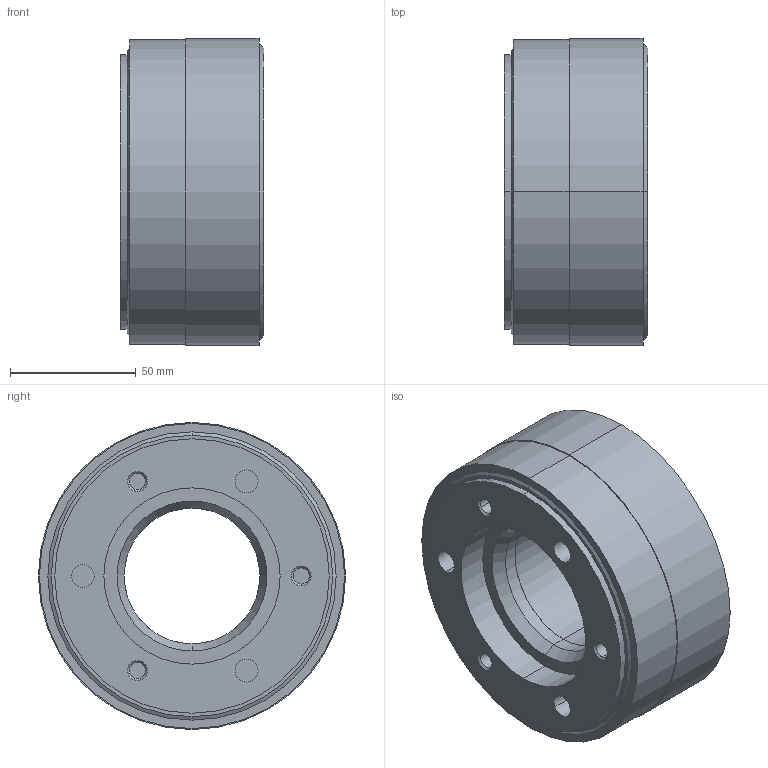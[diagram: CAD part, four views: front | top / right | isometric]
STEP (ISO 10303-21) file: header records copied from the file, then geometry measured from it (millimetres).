
FILE_DESCRIPTION(('starvars output'),'2;1');
FILE_NAME('cv20170217075635000029374.stp','07:56:35 2017/02/17',( 'Thomas Industrial Network Germany GmbH'),( 'Thomas Industrial Network Germany GmbH'),'unknown preprocess','ACIS' ,'unknown authorization');
FILE_SCHEMA(('CONFIG_CONTROL_DESIGN {UNKNOWN IMPLEMENTATION LEVEL}'));
Length unit declared in the file: millimetre
Products named in the file (1): PRODUCT_ID_2
Bounding box: 57.15 x 122.17 x 122.17 mm (x, y, z)
Volume: 500950.2 mm3; surface area: 52440.6 mm2
Topology: 1 solids, 1 shells, 56 faces, 112 edges, 70 vertices
Faces by surface type: cylinder 24, cone 18, plane 14
Entity records: 1283 total; most frequent: ORIENTED_EDGE 224, CARTESIAN_POINT 182, DIRECTION 182, EDGE_CURVE 112, VERTEX_POINT 70, AXIS2_PLACEMENT_3D 70, EDGE_LOOP 70, FACE_BOUND 70
